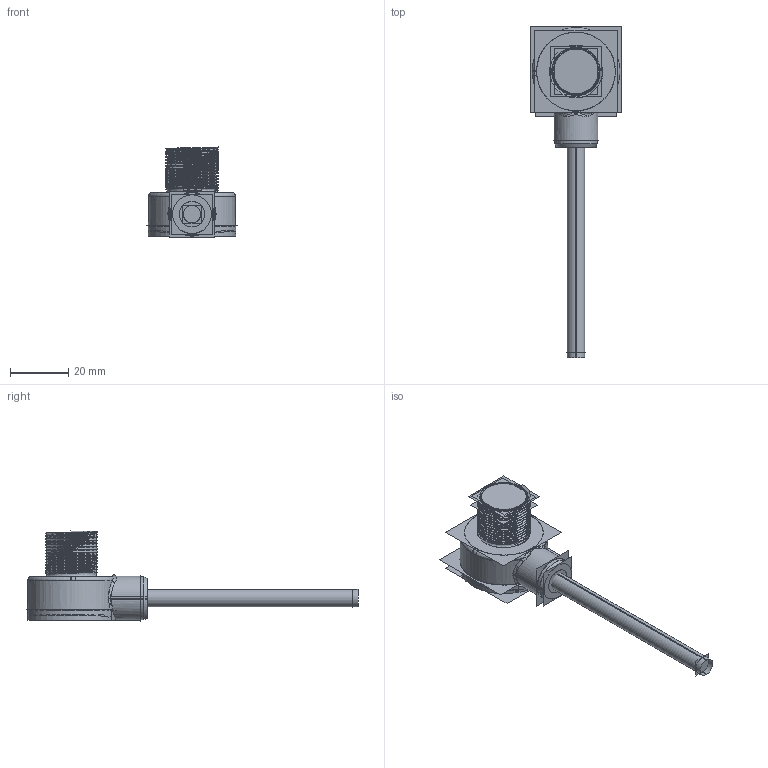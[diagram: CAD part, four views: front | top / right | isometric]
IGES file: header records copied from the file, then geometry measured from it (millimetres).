
Start section:  PTC IGES file: 152785_sm01.igs
Global section: file name: 152785_sm01.igs; native system: Creo Parametric by PTC Inc.; preprocessor: 2022414; author: banengservice; organization: Unknown; date: 20250822.094454; units: millimetre
Bounding box: 31.23 x 113.62 x 30.81 mm (x, y, z)
Volume: 18683.1 mm3; surface area: 32228.8 mm2
Topology: 2 solids, 2 shells, 290 faces, 1476 edges, 1858 vertices
Faces by surface type: bspline 148, revolution 142
